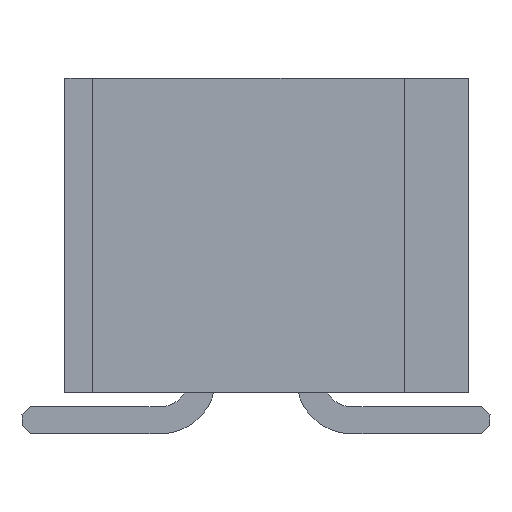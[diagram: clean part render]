
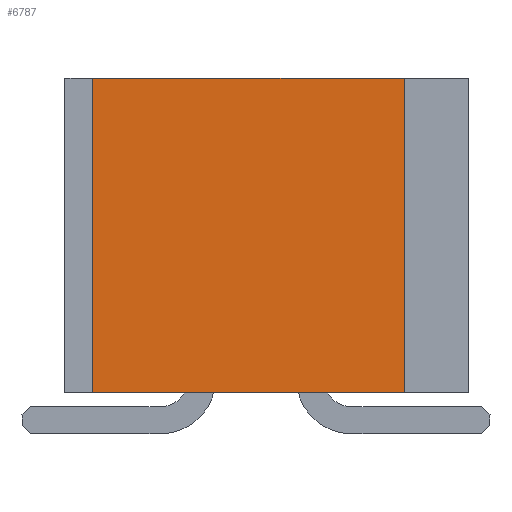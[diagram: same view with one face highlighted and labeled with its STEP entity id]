
A CAD part, left-side view. The second image highlights one B-rep face of the part: STEP entity #6787.
In plain terms, the highlighted planar face has unit normal (-1, 0, 0).
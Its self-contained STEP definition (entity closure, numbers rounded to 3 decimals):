
#241=FACE_OUTER_BOUND('',#646,.T.);
#646=EDGE_LOOP('',(#4775,#4776,#4777,#4778));
#1002=LINE('',#9515,#1907);
#1075=LINE('',#9660,#1980);
#1191=LINE('',#9919,#2096);
#1200=LINE('',#9937,#2105);
#1907=VECTOR('',#7651,1000.);
#1980=VECTOR('',#7734,1000.);
#2096=VECTOR('',#7962,1000.);
#2105=VECTOR('',#7989,1000.);
#2812=VERTEX_POINT('',#9512);
#2813=VERTEX_POINT('',#9514);
#2879=VERTEX_POINT('',#9657);
#2880=VERTEX_POINT('',#9659);
#3444=EDGE_CURVE('',#2812,#2813,#1002,.T.);
#3517=EDGE_CURVE('',#2880,#2879,#1075,.T.);
#3649=EDGE_CURVE('',#2880,#2812,#1191,.T.);
#3658=EDGE_CURVE('',#2879,#2813,#1200,.T.);
#4775=ORIENTED_EDGE('',*,*,#3444,.F.);
#4776=ORIENTED_EDGE('',*,*,#3649,.F.);
#4777=ORIENTED_EDGE('',*,*,#3517,.T.);
#4778=ORIENTED_EDGE('',*,*,#3658,.T.);
#6413=PLANE('',#7235);
#6787=ADVANCED_FACE('',(#241),#6413,.T.);
#7235=AXIS2_PLACEMENT_3D('',#9938,#7990,#7991);
#7651=DIRECTION('',(0.,-1.,0.));
#7734=DIRECTION('',(0.,-1.,0.));
#7962=DIRECTION('',(0.,0.,1.));
#7989=DIRECTION('',(0.,0.,1.));
#7990=DIRECTION('center_axis',(-1.,0.,0.));
#7991=DIRECTION('ref_axis',(0.,-1.,0.));
#9512=CARTESIAN_POINT('',(-9.837,3.015,6.55));
#9514=CARTESIAN_POINT('',(-9.837,-2.735,6.55));
#9515=CARTESIAN_POINT('',(-9.837,3.015,6.55));
#9657=CARTESIAN_POINT('',(-9.837,-2.735,0.76));
#9659=CARTESIAN_POINT('',(-9.837,3.015,0.76));
#9660=CARTESIAN_POINT('',(-9.837,3.015,0.76));
#9919=CARTESIAN_POINT('',(-9.837,3.015,0.76));
#9937=CARTESIAN_POINT('',(-9.837,-2.735,0.76));
#9938=CARTESIAN_POINT('Origin',(-9.837,3.015,0.76));
